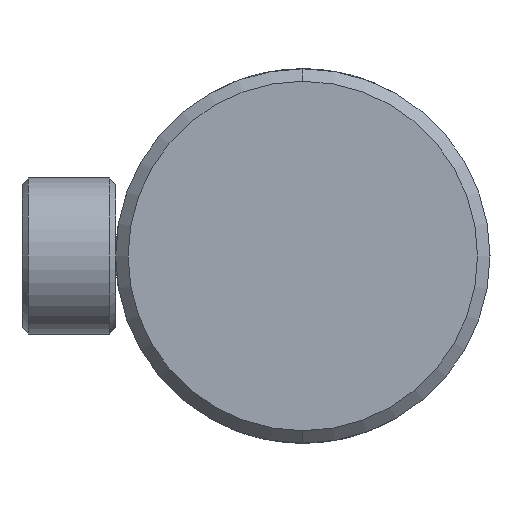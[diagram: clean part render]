
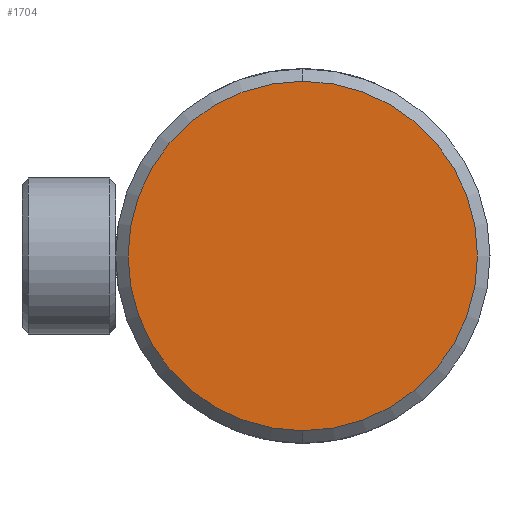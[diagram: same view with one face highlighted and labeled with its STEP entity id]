
A CAD part, left-side view. The second image highlights one B-rep face of the part: STEP entity #1704.
In plain terms, the highlighted planar face has unit normal (-1, 0, 0).
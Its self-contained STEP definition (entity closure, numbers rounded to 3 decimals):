
#61 = DIRECTION ( 'NONE',  ( -1., 0., 0. ) ) ;
#219 = DIRECTION ( 'NONE',  ( -1., 0., 0. ) ) ;
#391 = EDGE_LOOP ( 'NONE', ( #1744, #1394 ) ) ;
#421 = AXIS2_PLACEMENT_3D ( 'NONE', #1539, #1661, #1673 ) ;
#749 = EDGE_CURVE ( 'NONE', #2209, #2633, #1698, .T. ) ;
#909 = CARTESIAN_POINT ( 'NONE',  ( -47., 0., 0. ) ) ;
#1200 = CARTESIAN_POINT ( 'NONE',  ( -47., 0., -28. ) ) ;
#1209 = DIRECTION ( 'NONE',  ( 0., 0., -1. ) ) ;
#1310 = PLANE ( 'NONE',  #421 ) ;
#1394 = ORIENTED_EDGE ( 'NONE', *, *, #2520, .T. ) ;
#1539 = CARTESIAN_POINT ( 'NONE',  ( -47., 30., 0. ) ) ;
#1661 = DIRECTION ( 'NONE',  ( 1., 0., 0. ) ) ;
#1673 = DIRECTION ( 'NONE',  ( 0., 0., -1. ) ) ;
#1698 = CIRCLE ( 'NONE', #2708, 28. ) ;
#1704 = ADVANCED_FACE ( 'NONE', ( #2175 ), #1310, .F. ) ;
#1744 = ORIENTED_EDGE ( 'NONE', *, *, #749, .T. ) ;
#1802 = CARTESIAN_POINT ( 'NONE',  ( -47., 0., 0. ) ) ;
#2175 = FACE_OUTER_BOUND ( 'NONE', #391, .T. ) ;
#2209 = VERTEX_POINT ( 'NONE', #1200 ) ;
#2296 = CIRCLE ( 'NONE', #2512, 28. ) ;
#2310 = CARTESIAN_POINT ( 'NONE',  ( -47., 0., 28. ) ) ;
#2512 = AXIS2_PLACEMENT_3D ( 'NONE', #909, #219, #2734 ) ;
#2520 = EDGE_CURVE ( 'NONE', #2633, #2209, #2296, .T. ) ;
#2633 = VERTEX_POINT ( 'NONE', #2310 ) ;
#2708 = AXIS2_PLACEMENT_3D ( 'NONE', #1802, #61, #1209 ) ;
#2734 = DIRECTION ( 'NONE',  ( 0., 0., -1. ) ) ;
